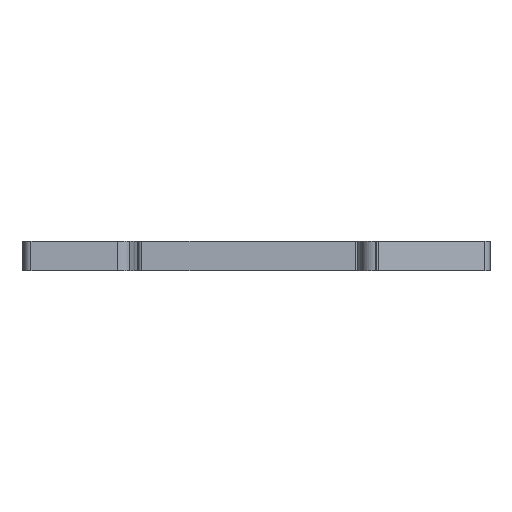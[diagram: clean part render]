
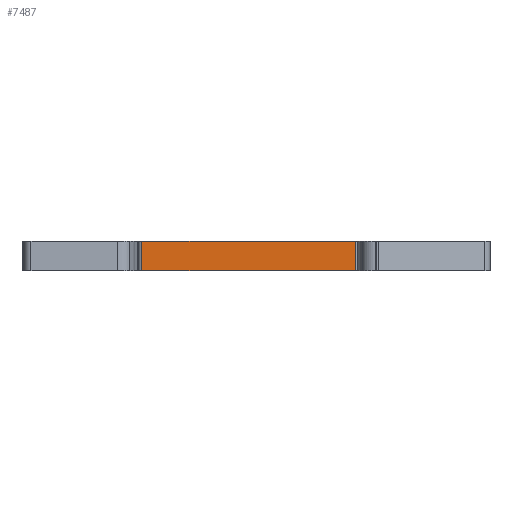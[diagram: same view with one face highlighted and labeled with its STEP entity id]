
A CAD part, front view. The second image highlights one B-rep face of the part: STEP entity #7487.
In plain terms, the highlighted planar face has unit normal (0, -1, 0).
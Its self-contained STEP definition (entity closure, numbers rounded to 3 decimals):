
#1544=DIRECTION('',(-1.,0.,0.));
#1545=VECTOR('',#1544,30.895);
#1546=CARTESIAN_POINT('',(18.25,-16.9,2.1));
#1547=LINE('',#1546,#1545);
#2882=DIRECTION('',(-1.,0.,0.));
#2883=VECTOR('',#2882,30.895);
#2884=CARTESIAN_POINT('',(18.25,-16.9,-2.1));
#2885=LINE('',#2884,#2883);
#2886=DIRECTION('',(0.,0.,-1.));
#2887=VECTOR('',#2886,4.2);
#2888=CARTESIAN_POINT('',(18.25,-16.9,2.1));
#2889=LINE('',#2888,#2887);
#2894=DIRECTION('',(0.,0.,-1.));
#2895=VECTOR('',#2894,4.2);
#2896=CARTESIAN_POINT('',(-12.645,-16.9,2.1));
#2897=LINE('',#2896,#2895);
#3379=CARTESIAN_POINT('',(-12.645,-16.9,-2.1));
#3380=VERTEX_POINT('',#3379);
#3381=CARTESIAN_POINT('',(18.25,-16.9,-2.1));
#3382=VERTEX_POINT('',#3381);
#4003=CARTESIAN_POINT('',(18.25,-16.9,2.1));
#4004=VERTEX_POINT('',#4003);
#4005=CARTESIAN_POINT('',(-12.645,-16.9,2.1));
#4006=VERTEX_POINT('',#4005);
#7475=CARTESIAN_POINT('',(-12.645,-16.9,-2.1));
#7476=DIRECTION('',(0.,-1.,0.));
#7477=DIRECTION('',(1.,0.,0.));
#7478=AXIS2_PLACEMENT_3D('',#7475,#7476,#7477);
#7479=PLANE('',#7478);
#7480=ORIENTED_EDGE('',*,*,#4429,.T.);
#7482=ORIENTED_EDGE('',*,*,#7481,.F.);
#7483=ORIENTED_EDGE('',*,*,#5257,.F.);
#7484=ORIENTED_EDGE('',*,*,#7468,.T.);
#7485=EDGE_LOOP('',(#7480,#7482,#7483,#7484));
#7486=FACE_OUTER_BOUND('',#7485,.F.);
#4429=EDGE_CURVE('',#3382,#3380,#2885,.T.);
#5257=EDGE_CURVE('',#4004,#4006,#1547,.T.);
#7468=EDGE_CURVE('',#4004,#3382,#2889,.T.);
#7481=EDGE_CURVE('',#4006,#3380,#2897,.T.);
#7487=ADVANCED_FACE('',(#7486),#7479,.T.);
